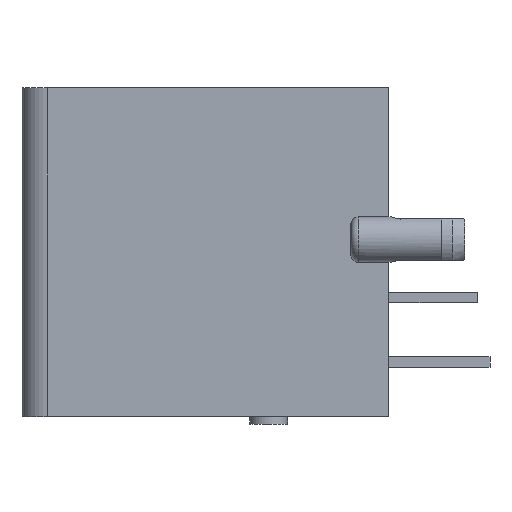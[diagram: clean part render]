
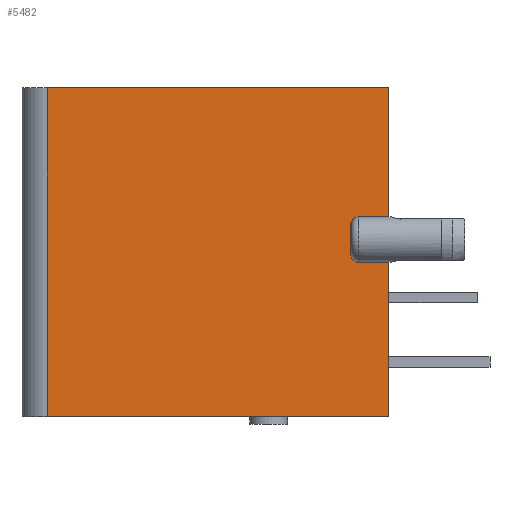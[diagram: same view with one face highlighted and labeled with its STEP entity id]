
A CAD part, left-side view. The second image highlights one B-rep face of the part: STEP entity #5482.
In plain terms, the highlighted planar face has unit normal (-1, 0, 0).
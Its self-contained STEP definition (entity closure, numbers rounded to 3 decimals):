
#73=B_SPLINE_CURVE_WITH_KNOTS('',3,(#8489,#8490,#8491,#8492,#8493,#8494,
#8495,#8496,#8497,#8498),.UNSPECIFIED.,.F.,.F.,(4,2,2,2,4),(0.135,
0.146,0.157,0.168,0.179),
 .UNSPECIFIED.);
#74=B_SPLINE_CURVE_WITH_KNOTS('',3,(#8501,#8502,#8503,#8504,#8505,#8506,
#8507,#8508,#8509,#8510),.UNSPECIFIED.,.F.,.F.,(4,2,2,2,4),(0.,0.011,
0.022,0.033,0.045),.UNSPECIFIED.);
#349=FACE_OUTER_BOUND('',#620,.T.);
#620=EDGE_LOOP('',(#4201,#4202,#4203,#4204,#4205,#4206,#4207,#4208,#4209,
#4210));
#918=LINE('',#7517,#1591);
#1196=LINE('',#8103,#1869);
#1197=LINE('',#8109,#1870);
#1251=LINE('',#8452,#1924);
#1255=LINE('',#8484,#1928);
#1256=LINE('',#8485,#1929);
#1257=LINE('',#8487,#1930);
#1258=LINE('',#8500,#1931);
#1591=VECTOR('',#6080,13.5);
#1869=VECTOR('',#6506,5.106);
#1870=VECTOR('',#6511,6.106);
#1924=VECTOR('',#6655,13.);
#1928=VECTOR('',#6665,1.2);
#1929=VECTOR('',#6666,13.5);
#1930=VECTOR('',#6667,1.2);
#1931=VECTOR('',#6668,1.183);
#2266=VERTEX_POINT('',#7514);
#2267=VERTEX_POINT('',#7516);
#2501=VERTEX_POINT('',#8102);
#2503=VERTEX_POINT('',#8106);
#2504=VERTEX_POINT('',#8108);
#2564=VERTEX_POINT('',#8451);
#2569=VERTEX_POINT('',#8483);
#2570=VERTEX_POINT('',#8486);
#2571=VERTEX_POINT('',#8488);
#2572=VERTEX_POINT('',#8499);
#2790=EDGE_CURVE('',#2266,#2267,#918,.T.);
#3088=EDGE_CURVE('',#2267,#2501,#1196,.T.);
#3091=EDGE_CURVE('',#2503,#2504,#1197,.T.);
#3181=EDGE_CURVE('',#2266,#2564,#1251,.T.);
#3188=EDGE_CURVE('',#2569,#2501,#1255,.T.);
#3189=EDGE_CURVE('',#2564,#2504,#1256,.T.);
#3190=EDGE_CURVE('',#2570,#2503,#1257,.T.);
#3191=EDGE_CURVE('',#2571,#2570,#73,.T.);
#3192=EDGE_CURVE('',#2572,#2571,#1258,.T.);
#3193=EDGE_CURVE('',#2569,#2572,#74,.T.);
#4201=ORIENTED_EDGE('',*,*,#3188,.T.);
#4202=ORIENTED_EDGE('',*,*,#3088,.F.);
#4203=ORIENTED_EDGE('',*,*,#2790,.F.);
#4204=ORIENTED_EDGE('',*,*,#3181,.T.);
#4205=ORIENTED_EDGE('',*,*,#3189,.T.);
#4206=ORIENTED_EDGE('',*,*,#3091,.F.);
#4207=ORIENTED_EDGE('',*,*,#3190,.F.);
#4208=ORIENTED_EDGE('',*,*,#3191,.F.);
#4209=ORIENTED_EDGE('',*,*,#3192,.F.);
#4210=ORIENTED_EDGE('',*,*,#3193,.F.);
#5241=PLANE('',#5806);
#5482=ADVANCED_FACE('',(#349),#5241,.T.);
#5806=AXIS2_PLACEMENT_3D('',#8482,#6663,#6664);
#6080=DIRECTION('',(0.,-1.,0.));
#6506=DIRECTION('',(0.,0.,-1.));
#6511=DIRECTION('',(0.,0.,-1.));
#6655=DIRECTION('',(0.,0.,-1.));
#6663=DIRECTION('center_axis',(-1.,0.,0.));
#6664=DIRECTION('ref_axis',(0.,-1.,0.));
#6665=DIRECTION('',(0.,-1.,0.));
#6666=DIRECTION('',(0.,-1.,0.));
#6667=DIRECTION('',(0.,-1.,0.));
#6668=DIRECTION('',(0.,0.,-1.));
#7514=CARTESIAN_POINT('',(-6.1,13.5,0.));
#7516=CARTESIAN_POINT('',(-6.1,0.,0.));
#7517=CARTESIAN_POINT('',(-6.1,13.5,0.));
#8102=CARTESIAN_POINT('',(-6.1,0.,-5.106));
#8103=CARTESIAN_POINT('',(-6.1,0.,0.));
#8106=CARTESIAN_POINT('',(-6.1,0.,-6.894));
#8108=CARTESIAN_POINT('',(-6.1,0.,-13.));
#8109=CARTESIAN_POINT('',(-6.1,0.,-6.894));
#8451=CARTESIAN_POINT('',(-6.1,13.5,-13.));
#8452=CARTESIAN_POINT('',(-6.1,13.5,0.));
#8482=CARTESIAN_POINT('Origin',(-6.1,14.5,0.));
#8483=CARTESIAN_POINT('',(-6.1,1.2,-5.106));
#8484=CARTESIAN_POINT('',(-6.1,1.2,-5.106));
#8485=CARTESIAN_POINT('',(-6.1,13.5,-13.));
#8486=CARTESIAN_POINT('',(-6.1,1.2,-6.894));
#8487=CARTESIAN_POINT('',(-6.1,1.2,-6.894));
#8488=CARTESIAN_POINT('',(-6.1,1.5,-6.592));
#8489=CARTESIAN_POINT('Ctrl Pts',(-6.1,1.5,-6.592));
#8490=CARTESIAN_POINT('Ctrl Pts',(-6.1,1.5,-6.629));
#8491=CARTESIAN_POINT('Ctrl Pts',(-6.1,1.491,-6.673));
#8492=CARTESIAN_POINT('Ctrl Pts',(-6.1,1.463,-6.743));
#8493=CARTESIAN_POINT('Ctrl Pts',(-6.1,1.438,-6.78));
#8494=CARTESIAN_POINT('Ctrl Pts',(-6.1,1.386,-6.833));
#8495=CARTESIAN_POINT('Ctrl Pts',(-6.1,1.349,-6.857));
#8496=CARTESIAN_POINT('Ctrl Pts',(-6.1,1.28,-6.886));
#8497=CARTESIAN_POINT('Ctrl Pts',(-6.1,1.237,-6.894));
#8498=CARTESIAN_POINT('Ctrl Pts',(-6.1,1.2,-6.894));
#8499=CARTESIAN_POINT('',(-6.1,1.5,-5.408));
#8500=CARTESIAN_POINT('',(-6.1,1.5,-5.408));
#8501=CARTESIAN_POINT('Ctrl Pts',(-6.1,1.2,-5.106));
#8502=CARTESIAN_POINT('Ctrl Pts',(-6.1,1.237,-5.106));
#8503=CARTESIAN_POINT('Ctrl Pts',(-6.1,1.28,-5.114));
#8504=CARTESIAN_POINT('Ctrl Pts',(-6.1,1.349,-5.143));
#8505=CARTESIAN_POINT('Ctrl Pts',(-6.1,1.386,-5.167));
#8506=CARTESIAN_POINT('Ctrl Pts',(-6.1,1.438,-5.22));
#8507=CARTESIAN_POINT('Ctrl Pts',(-6.1,1.463,-5.257));
#8508=CARTESIAN_POINT('Ctrl Pts',(-6.1,1.491,-5.327));
#8509=CARTESIAN_POINT('Ctrl Pts',(-6.1,1.5,-5.371));
#8510=CARTESIAN_POINT('Ctrl Pts',(-6.1,1.5,-5.408));
